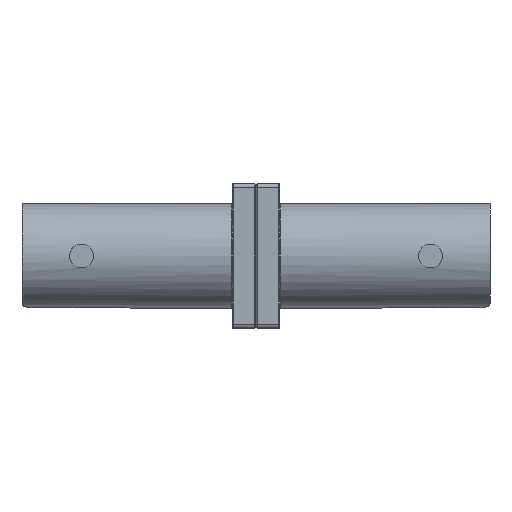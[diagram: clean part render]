
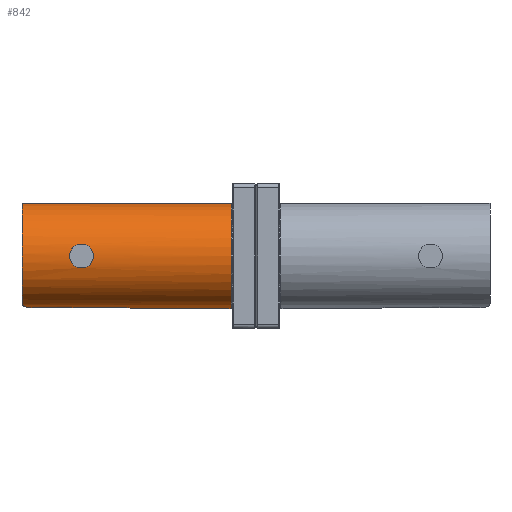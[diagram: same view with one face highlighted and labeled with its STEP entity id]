
A CAD part, left-side view. The second image highlights one B-rep face of the part: STEP entity #842.
In plain terms, the highlighted cylindrical face has radius 3.365 mm (diameter 6.731 mm), a partial arc.
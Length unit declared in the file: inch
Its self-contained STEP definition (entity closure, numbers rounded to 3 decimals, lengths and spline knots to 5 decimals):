
#769 = ORIENTED_EDGE ( 'NONE', *, *, #1271, .F. ) ;
#823 = EDGE_LOOP ( 'NONE', ( #824, #825 ) ) ;
#824 = ORIENTED_EDGE ( 'NONE', *, *, #1127, .F. ) ;
#825 = ORIENTED_EDGE ( 'NONE', *, *, #828, .F. ) ;
#826 = ORIENTED_EDGE ( 'NONE', *, *, #1341, .T. ) ;
#827 = ORIENTED_EDGE ( 'NONE', *, *, #984, .T. ) ;
#828 = EDGE_CURVE ( 'NONE', #1129, #1128, #2704, .T. ) ;
#829 = EDGE_CURVE ( 'NONE', #833, #1342, #2703, .T. ) ;
#830 = ORIENTED_EDGE ( 'NONE', *, *, #829, .T. ) ;
#831 = EDGE_CURVE ( 'NONE', #835, #833, #2735, .T. ) ;
#832 = ORIENTED_EDGE ( 'NONE', *, *, #831, .T. ) ;
#833 = VERTEX_POINT ( 'NONE', #2736 ) ;
#834 = EDGE_CURVE ( 'NONE', #847, #835, #2731, .T. ) ;
#835 = VERTEX_POINT ( 'NONE', #2730 ) ;
#836 = ORIENTED_EDGE ( 'NONE', *, *, #839, .T. ) ;
#837 = ORIENTED_EDGE ( 'NONE', *, *, #834, .T. ) ;
#839 = EDGE_CURVE ( 'NONE', #1269, #847, #2729, .T. ) ;
#842 = ADVANCED_FACE ( 'NONE', ( #2778, #2777 ), #2776, .T. ) ;
#843 = EDGE_LOOP ( 'NONE', ( #769, #836, #837, #832, #830, #826, #827 ) ) ;
#847 = VERTEX_POINT ( 'NONE', #2766 ) ;
#984 = EDGE_CURVE ( 'NONE', #985, #986, #3079, .T. ) ;
#985 = VERTEX_POINT ( 'NONE', #3074 ) ;
#986 = VERTEX_POINT ( 'NONE', #3073 ) ;
#1127 = EDGE_CURVE ( 'NONE', #1128, #1129, #3391, .T. ) ;
#1128 = VERTEX_POINT ( 'NONE', #3390 ) ;
#1129 = VERTEX_POINT ( 'NONE', #3392 ) ;
#1269 = VERTEX_POINT ( 'NONE', #3744 ) ;
#1271 = EDGE_CURVE ( 'NONE', #1269, #986, #3743, .T. ) ;
#1341 = EDGE_CURVE ( 'NONE', #1342, #985, #3942, .T. ) ;
#1342 = VERTEX_POINT ( 'NONE', #3938 ) ;
#2691 = CARTESIAN_POINT ( 'NONE',  ( -0.3779, 0.42428, 0.02671 ) ) ;
#2692 = CARTESIAN_POINT ( 'NONE',  ( -0.37924, 0.41602, 0.01844 ) ) ;
#2693 = CARTESIAN_POINT ( 'NONE',  ( -0.37969, 0.41379, 0.01511 ) ) ;
#2694 = CARTESIAN_POINT ( 'NONE',  ( -0.38032, 0.41079, 0.00787 ) ) ;
#2695 = CARTESIAN_POINT ( 'NONE',  ( -0.3805, 0.41, 0.00395 ) ) ;
#2696 = CARTESIAN_POINT ( 'NONE',  ( -0.3805, 0.41, -0.00793 ) ) ;
#2697 = CARTESIAN_POINT ( 'NONE',  ( -0.37969, 0.41326, -0.0157 ) ) ;
#2698 = CARTESIAN_POINT ( 'NONE',  ( -0.37834, 0.42157, -0.02399 ) ) ;
#2699 = CARTESIAN_POINT ( 'NONE',  ( -0.37789, 0.42489, -0.02621 ) ) ;
#2700 = CARTESIAN_POINT ( 'NONE',  ( -0.37725, 0.43212, -0.02921 ) ) ;
#2701 = CARTESIAN_POINT ( 'NONE',  ( -0.37706, 0.43608, -0.03 ) ) ;
#2702 = CARTESIAN_POINT ( 'NONE',  ( -0.37706, 0.44, -0.03 ) ) ;
#2703 = B_SPLINE_CURVE_WITH_KNOTS ( 'NONE', 3,
 ( #2744, #2743, #2742, #2741, #2740, #2739, #2738, #2737 ),
 .UNSPECIFIED., .F., .F.,
 ( 4, 2, 2, 4 ),
 ( 0., 0.00025, 0.0005, 0.001 ),
 .UNSPECIFIED. ) ;
#2704 = B_SPLINE_CURVE_WITH_KNOTS ( 'NONE', 3,
 ( #2702, #2701, #2700, #2699, #2698, #2697, #2696, #2695, #2694, #2693, #2692, #2691, #2746, #2745 ),
 .UNSPECIFIED., .F., .F.,
 ( 4, 2, 2, 2, 2, 2, 4 ),
 ( 0.00239, 0.00269, 0.00299, 0.00358, 0.00388, 0.00418, 0.00478 ),
 .UNSPECIFIED. ) ;
#2716 = DIRECTION ( 'NONE',  ( 0., 0., 1. ) ) ;
#2717 = DIRECTION ( 'NONE',  ( 0., -1., 0. ) ) ;
#2718 = CARTESIAN_POINT ( 'NONE',  ( -0.248, 0.59, 0. ) ) ;
#2719 = AXIS2_PLACEMENT_3D ( 'NONE', #2718, #2717, #2716 ) ;
#2721 = CARTESIAN_POINT ( 'NONE',  ( -0.273, 0.56, -0.13012 ) ) ;
#2722 = CARTESIAN_POINT ( 'NONE',  ( -0.273, 0.56816, -0.13012 ) ) ;
#2723 = CARTESIAN_POINT ( 'NONE',  ( -0.27648, 0.57612, -0.12954 ) ) ;
#2724 = CARTESIAN_POINT ( 'NONE',  ( -0.28506, 0.58437, -0.12725 ) ) ;
#2725 = CARTESIAN_POINT ( 'NONE',  ( -0.28841, 0.58649, -0.12625 ) ) ;
#2726 = CARTESIAN_POINT ( 'NONE',  ( -0.29557, 0.58932, -0.12372 ) ) ;
#2727 = CARTESIAN_POINT ( 'NONE',  ( -0.29929, 0.59, -0.12224 ) ) ;
#2728 = CARTESIAN_POINT ( 'NONE',  ( -0.303, 0.59, -0.12055 ) ) ;
#2729 = CIRCLE ( 'NONE', #2719, 0.1325 ) ;
#2730 = CARTESIAN_POINT ( 'NONE',  ( -0.273, 0.56, -0.13012 ) ) ;
#2731 = B_SPLINE_CURVE_WITH_KNOTS ( 'NONE', 3,
 ( #2728, #2727, #2726, #2725, #2724, #2723, #2722, #2721 ),
 .UNSPECIFIED., .F., .F.,
 ( 4, 2, 2, 4 ),
 ( 0., 0.00031, 0.00061, 0.00123 ),
 .UNSPECIFIED. ) ;
#2732 = DIRECTION ( 'NONE',  ( 0., -1., 0. ) ) ;
#2733 = VECTOR ( 'NONE', #2732, 39.37008 ) ;
#2734 = CARTESIAN_POINT ( 'NONE',  ( -0.273, 0.59, -0.13012 ) ) ;
#2735 = LINE ( 'NONE', #2734, #2733 ) ;
#2736 = CARTESIAN_POINT ( 'NONE',  ( -0.273, 0.335, -0.13012 ) ) ;
#2737 = CARTESIAN_POINT ( 'NONE',  ( -0.248, 0.31, -0.1325 ) ) ;
#2738 = CARTESIAN_POINT ( 'NONE',  ( -0.25454, 0.31, -0.1325 ) ) ;
#2739 = CARTESIAN_POINT ( 'NONE',  ( -0.26107, 0.31271, -0.13194 ) ) ;
#2740 = CARTESIAN_POINT ( 'NONE',  ( -0.26797, 0.31962, -0.13101 ) ) ;
#2741 = CARTESIAN_POINT ( 'NONE',  ( -0.26983, 0.32238, -0.1307 ) ) ;
#2742 = CARTESIAN_POINT ( 'NONE',  ( -0.27234, 0.32844, -0.13025 ) ) ;
#2743 = CARTESIAN_POINT ( 'NONE',  ( -0.273, 0.33169, -0.13012 ) ) ;
#2744 = CARTESIAN_POINT ( 'NONE',  ( -0.273, 0.335, -0.13012 ) ) ;
#2745 = CARTESIAN_POINT ( 'NONE',  ( -0.37706, 0.44, 0.03 ) ) ;
#2746 = CARTESIAN_POINT ( 'NONE',  ( -0.37706, 0.43205, 0.03 ) ) ;
#2766 = CARTESIAN_POINT ( 'NONE',  ( -0.303, 0.59, -0.12055 ) ) ;
#2771 = DIRECTION ( 'NONE',  ( 0., 0., -1. ) ) ;
#2772 = DIRECTION ( 'NONE',  ( 0., -1., 0. ) ) ;
#2773 = CARTESIAN_POINT ( 'NONE',  ( -0.248, 0.59, 0. ) ) ;
#2774 = AXIS2_PLACEMENT_3D ( 'NONE', #2773, #2772, #2771 ) ;
#2776 = CYLINDRICAL_SURFACE ( 'NONE', #2774, 0.1325 ) ;
#2777 = FACE_BOUND ( 'NONE', #823, .T. ) ;
#2778 = FACE_OUTER_BOUND ( 'NONE', #843, .T. ) ;
#3073 = CARTESIAN_POINT ( 'NONE',  ( -0.248, 0.063, 0.1325 ) ) ;
#3074 = CARTESIAN_POINT ( 'NONE',  ( -0.248, 0.063, -0.1325 ) ) ;
#3075 = DIRECTION ( 'NONE',  ( 0., 0., 1. ) ) ;
#3076 = DIRECTION ( 'NONE',  ( 0., 1., 0. ) ) ;
#3077 = CARTESIAN_POINT ( 'NONE',  ( -0.248, 0.063, 0. ) ) ;
#3078 = AXIS2_PLACEMENT_3D ( 'NONE', #3077, #3076, #3075 ) ;
#3079 = CIRCLE ( 'NONE', #3078, 0.1325 ) ;
#3379 = CARTESIAN_POINT ( 'NONE',  ( -0.3805, 0.47, -0.00392 ) ) ;
#3380 = CARTESIAN_POINT ( 'NONE',  ( -0.3805, 0.47, 0.00394 ) ) ;
#3381 = CARTESIAN_POINT ( 'NONE',  ( -0.38031, 0.4692, 0.0079 ) ) ;
#3382 = CARTESIAN_POINT ( 'NONE',  ( -0.37969, 0.46621, 0.01511 ) ) ;
#3383 = CARTESIAN_POINT ( 'NONE',  ( -0.37924, 0.46398, 0.01845 ) ) ;
#3384 = CARTESIAN_POINT ( 'NONE',  ( -0.37834, 0.45846, 0.02397 ) ) ;
#3385 = CARTESIAN_POINT ( 'NONE',  ( -0.37789, 0.45514, 0.0262 ) ) ;
#3386 = CARTESIAN_POINT ( 'NONE',  ( -0.37725, 0.44788, 0.02921 ) ) ;
#3387 = CARTESIAN_POINT ( 'NONE',  ( -0.37706, 0.44398, 0.03 ) ) ;
#3389 = CARTESIAN_POINT ( 'NONE',  ( -0.37706, 0.44, 0.03 ) ) ;
#3390 = CARTESIAN_POINT ( 'NONE',  ( -0.37706, 0.44, 0.03 ) ) ;
#3391 = B_SPLINE_CURVE_WITH_KNOTS ( 'NONE', 3,
 ( #3389, #3387, #3386, #3385, #3384, #3383, #3382, #3381, #3380, #3379, #3448, #3447, #3446, #3445, #3444, #3443, #3442, #3441 ),
 .UNSPECIFIED., .F., .F.,
 ( 4, 2, 2, 2, 2, 2, 2, 2, 4 ),
 ( 0., 0.0003, 0.0006, 0.0009, 0.0012, 0.00149, 0.00179, 0.00209, 0.00239 ),
 .UNSPECIFIED. ) ;
#3392 = CARTESIAN_POINT ( 'NONE',  ( -0.37706, 0.44, -0.03 ) ) ;
#3441 = CARTESIAN_POINT ( 'NONE',  ( -0.37706, 0.44, -0.03 ) ) ;
#3442 = CARTESIAN_POINT ( 'NONE',  ( -0.37706, 0.44392, -0.03 ) ) ;
#3443 = CARTESIAN_POINT ( 'NONE',  ( -0.37725, 0.44787, -0.02921 ) ) ;
#3444 = CARTESIAN_POINT ( 'NONE',  ( -0.37789, 0.45512, -0.02621 ) ) ;
#3445 = CARTESIAN_POINT ( 'NONE',  ( -0.37834, 0.45842, -0.024 ) ) ;
#3446 = CARTESIAN_POINT ( 'NONE',  ( -0.37924, 0.46399, -0.01843 ) ) ;
#3447 = CARTESIAN_POINT ( 'NONE',  ( -0.37968, 0.4662, -0.01513 ) ) ;
#3448 = CARTESIAN_POINT ( 'NONE',  ( -0.38032, 0.46922, -0.00785 ) ) ;
#3743 = LINE ( 'NONE', #3806, #3805 ) ;
#3744 = CARTESIAN_POINT ( 'NONE',  ( -0.248, 0.59, 0.1325 ) ) ;
#3804 = DIRECTION ( 'NONE',  ( 0., -1., 0. ) ) ;
#3805 = VECTOR ( 'NONE', #3804, 39.37008 ) ;
#3806 = CARTESIAN_POINT ( 'NONE',  ( -0.248, 0.59, 0.1325 ) ) ;
#3938 = CARTESIAN_POINT ( 'NONE',  ( -0.248, 0.31, -0.1325 ) ) ;
#3939 = DIRECTION ( 'NONE',  ( 0., -1., 0. ) ) ;
#3940 = VECTOR ( 'NONE', #3939, 39.37008 ) ;
#3941 = CARTESIAN_POINT ( 'NONE',  ( -0.248, 0.59, -0.1325 ) ) ;
#3942 = LINE ( 'NONE', #3941, #3940 ) ;
